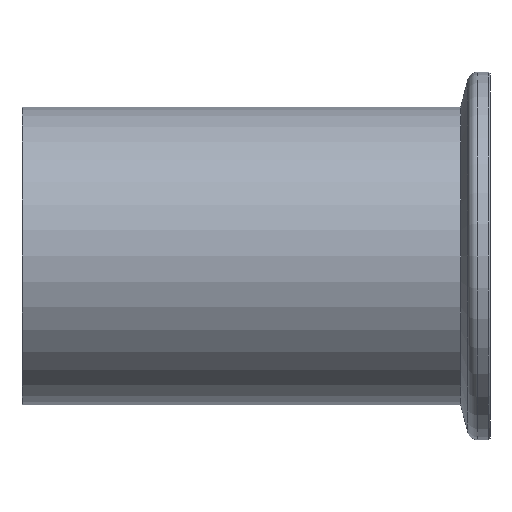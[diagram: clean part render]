
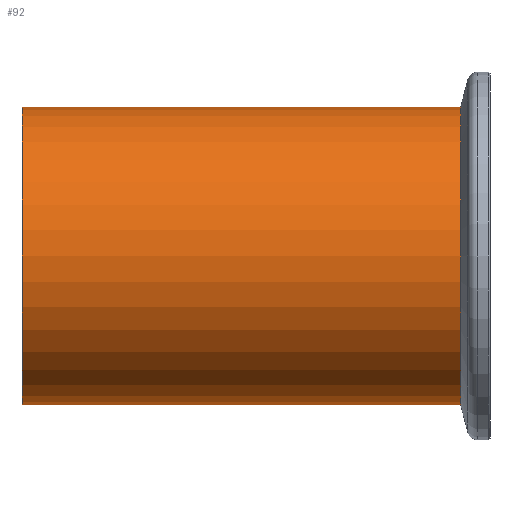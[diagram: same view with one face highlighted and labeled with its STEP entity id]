
A CAD part, left-side view. The second image highlights one B-rep face of the part: STEP entity #92.
In plain terms, the highlighted cylindrical face has radius 22.25 mm (diameter 44.5 mm), a partial arc.
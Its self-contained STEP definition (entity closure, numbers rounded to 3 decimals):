
#2 = DIRECTION ( 'NONE',  ( 0., 1., 0. ) ) ;
#9 = CARTESIAN_POINT ( 'NONE',  ( 0., 70., 0. ) ) ;
#43 = DIRECTION ( 'NONE',  ( 0., -1., 0. ) ) ;
#48 = ORIENTED_EDGE ( 'NONE', *, *, #487, .F. ) ;
#53 = CARTESIAN_POINT ( 'NONE',  ( 0., 70., 22.25 ) ) ;
#66 = CARTESIAN_POINT ( 'NONE',  ( 0., 4.407, 0. ) ) ;
#92 = ADVANCED_FACE ( 'NONE', ( #316 ), #357, .T. ) ;
#95 = EDGE_LOOP ( 'NONE', ( #145, #113, #520, #48 ) ) ;
#112 = DIRECTION ( 'NONE',  ( 0., 0., -1. ) ) ;
#113 = ORIENTED_EDGE ( 'NONE', *, *, #366, .F. ) ;
#117 = CIRCLE ( 'NONE', #311, 22.25 ) ;
#145 = ORIENTED_EDGE ( 'NONE', *, *, #344, .F. ) ;
#156 = EDGE_CURVE ( 'NONE', #424, #161, #399, .T. ) ;
#161 = VERTEX_POINT ( 'NONE', #425 ) ;
#175 = LINE ( 'NONE', #527, #466 ) ;
#189 = DIRECTION ( 'NONE',  ( 0., 0., 1. ) ) ;
#234 = AXIS2_PLACEMENT_3D ( 'NONE', #66, #270, #112 ) ;
#237 = DIRECTION ( 'NONE',  ( 0., -1., 0. ) ) ;
#241 = CIRCLE ( 'NONE', #234, 22.25 ) ;
#244 = CARTESIAN_POINT ( 'NONE',  ( 0., 70., -22.25 ) ) ;
#257 = VECTOR ( 'NONE', #43, 1000. ) ;
#270 = DIRECTION ( 'NONE',  ( 0., -1., 0. ) ) ;
#301 = VERTEX_POINT ( 'NONE', #467 ) ;
#311 = AXIS2_PLACEMENT_3D ( 'NONE', #9, #2, #189 ) ;
#316 = FACE_OUTER_BOUND ( 'NONE', #95, .T. ) ;
#344 = EDGE_CURVE ( 'NONE', #363, #301, #175, .T. ) ;
#357 = CYLINDRICAL_SURFACE ( 'NONE', #358, 22.25 ) ;
#358 = AXIS2_PLACEMENT_3D ( 'NONE', #390, #414, #372 ) ;
#363 = VERTEX_POINT ( 'NONE', #53 ) ;
#366 = EDGE_CURVE ( 'NONE', #424, #363, #117, .T. ) ;
#372 = DIRECTION ( 'NONE',  ( 0., 0., -1. ) ) ;
#390 = CARTESIAN_POINT ( 'NONE',  ( 0., 70., 0. ) ) ;
#399 = LINE ( 'NONE', #244, #257 ) ;
#414 = DIRECTION ( 'NONE',  ( 0., -1., 0. ) ) ;
#424 = VERTEX_POINT ( 'NONE', #464 ) ;
#425 = CARTESIAN_POINT ( 'NONE',  ( 0., 4.407, -22.25 ) ) ;
#464 = CARTESIAN_POINT ( 'NONE',  ( 0., 70., -22.25 ) ) ;
#466 = VECTOR ( 'NONE', #237, 1000. ) ;
#467 = CARTESIAN_POINT ( 'NONE',  ( 0., 4.407, 22.25 ) ) ;
#487 = EDGE_CURVE ( 'NONE', #301, #161, #241, .T. ) ;
#520 = ORIENTED_EDGE ( 'NONE', *, *, #156, .T. ) ;
#527 = CARTESIAN_POINT ( 'NONE',  ( 0., 70., 22.25 ) ) ;
